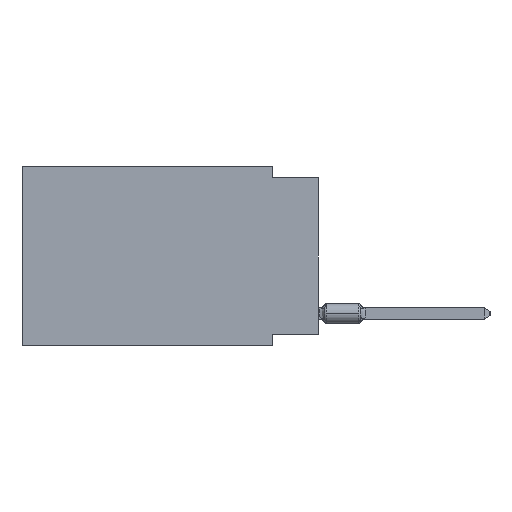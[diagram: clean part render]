
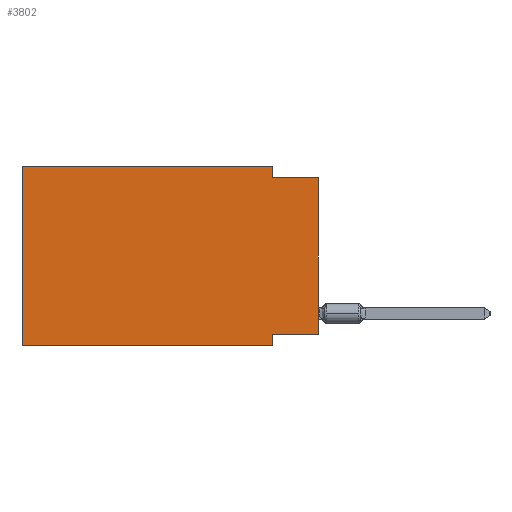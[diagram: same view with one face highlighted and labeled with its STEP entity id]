
A CAD part, left-side view. The second image highlights one B-rep face of the part: STEP entity #3802.
In plain terms, the highlighted planar face has unit normal (-1, 0, 0).
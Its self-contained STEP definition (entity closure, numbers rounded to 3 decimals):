
#226 = PLANE ( 'NONE',  #37681 ) ;
#588 = VECTOR ( 'NONE', #31048, 1000. ) ;
#1110 = ORIENTED_EDGE ( 'NONE', *, *, #1882, .T. ) ;
#1452 = VECTOR ( 'NONE', #11799, 1000. ) ;
#1542 = LINE ( 'NONE', #31203, #34814 ) ;
#1796 = VERTEX_POINT ( 'NONE', #30802 ) ;
#1882 = EDGE_CURVE ( 'NONE', #1796, #36261, #24333, .T. ) ;
#2718 = ORIENTED_EDGE ( 'NONE', *, *, #15639, .F. ) ;
#3764 = DIRECTION ( 'NONE',  ( 0., 0., -1. ) ) ;
#3802 = ADVANCED_FACE ( 'NONE', ( #27137 ), #226, .F. ) ;
#3917 = CARTESIAN_POINT ( 'NONE',  ( 0., 16.383, -9.906 ) ) ;
#4310 = DIRECTION ( 'NONE',  ( 0., 1., 0. ) ) ;
#4809 = CARTESIAN_POINT ( 'NONE',  ( 0., 2.54, 0. ) ) ;
#4968 = CARTESIAN_POINT ( 'NONE',  ( 0., 0., -0.635 ) ) ;
#5467 = VERTEX_POINT ( 'NONE', #22957 ) ;
#6017 = ORIENTED_EDGE ( 'NONE', *, *, #23385, .F. ) ;
#6290 = EDGE_CURVE ( 'NONE', #32482, #5467, #32420, .T. ) ;
#6703 = VECTOR ( 'NONE', #37899, 1000. ) ;
#8866 = CARTESIAN_POINT ( 'NONE',  ( 0., 16.383, 0. ) ) ;
#9729 = CARTESIAN_POINT ( 'NONE',  ( 0., 2.54, -9.906 ) ) ;
#10876 = ORIENTED_EDGE ( 'NONE', *, *, #23962, .T. ) ;
#11122 = EDGE_CURVE ( 'NONE', #18786, #31476, #1542, .T. ) ;
#11614 = VECTOR ( 'NONE', #16934, 1000. ) ;
#11799 = DIRECTION ( 'NONE',  ( 0., 0., 1. ) ) ;
#12467 = ORIENTED_EDGE ( 'NONE', *, *, #19292, .F. ) ;
#12981 = LINE ( 'NONE', #33979, #588 ) ;
#13446 = CARTESIAN_POINT ( 'NONE',  ( 0., 0., -0.635 ) ) ;
#13955 = CARTESIAN_POINT ( 'NONE',  ( 0., 16.383, 0. ) ) ;
#15639 = EDGE_CURVE ( 'NONE', #28324, #33096, #38108, .T. ) ;
#16934 = DIRECTION ( 'NONE',  ( 0., -1., 0. ) ) ;
#18295 = CARTESIAN_POINT ( 'NONE',  ( 0., 16.383, 0. ) ) ;
#18786 = VERTEX_POINT ( 'NONE', #34026 ) ;
#19292 = EDGE_CURVE ( 'NONE', #31476, #36261, #12981, .T. ) ;
#19609 = LINE ( 'NONE', #31194, #20007 ) ;
#19741 = EDGE_CURVE ( 'NONE', #1796, #32482, #19609, .T. ) ;
#20007 = VECTOR ( 'NONE', #31572, 1000. ) ;
#20012 = ORIENTED_EDGE ( 'NONE', *, *, #11122, .F. ) ;
#22957 = CARTESIAN_POINT ( 'NONE',  ( 0., 2.54, 0. ) ) ;
#23385 = EDGE_CURVE ( 'NONE', #5467, #28324, #32473, .T. ) ;
#23962 = EDGE_CURVE ( 'NONE', #18786, #33096, #36324, .T. ) ;
#24333 = LINE ( 'NONE', #3917, #31953 ) ;
#25229 = CARTESIAN_POINT ( 'NONE',  ( 0., 2.54, -0.635 ) ) ;
#27137 = FACE_OUTER_BOUND ( 'NONE', #33349, .T. ) ;
#27330 = CARTESIAN_POINT ( 'NONE',  ( 0., 0., 0. ) ) ;
#28324 = VERTEX_POINT ( 'NONE', #25229 ) ;
#29181 = CARTESIAN_POINT ( 'NONE',  ( 0., 2.54, -9.271 ) ) ;
#29664 = VECTOR ( 'NONE', #32280, 1000. ) ;
#30647 = DIRECTION ( 'NONE',  ( 1., 0., 0. ) ) ;
#30802 = CARTESIAN_POINT ( 'NONE',  ( 0., 16.383, -9.906 ) ) ;
#31048 = DIRECTION ( 'NONE',  ( 0., 0., -1. ) ) ;
#31194 = CARTESIAN_POINT ( 'NONE',  ( 0., 16.383, 0. ) ) ;
#31203 = CARTESIAN_POINT ( 'NONE',  ( 0., 0., -9.271 ) ) ;
#31476 = VERTEX_POINT ( 'NONE', #29181 ) ;
#31572 = DIRECTION ( 'NONE',  ( 0., 0., 1. ) ) ;
#31953 = VECTOR ( 'NONE', #36284, 1000. ) ;
#32280 = DIRECTION ( 'NONE',  ( 0., 0., -1. ) ) ;
#32420 = LINE ( 'NONE', #13955, #6703 ) ;
#32473 = LINE ( 'NONE', #4809, #29664 ) ;
#32482 = VERTEX_POINT ( 'NONE', #8866 ) ;
#33096 = VERTEX_POINT ( 'NONE', #13446 ) ;
#33349 = EDGE_LOOP ( 'NONE', ( #10876, #2718, #6017, #35115, #34002, #1110, #12467, #20012 ) ) ;
#33979 = CARTESIAN_POINT ( 'NONE',  ( 0., 2.54, -9.906 ) ) ;
#34002 = ORIENTED_EDGE ( 'NONE', *, *, #19741, .F. ) ;
#34026 = CARTESIAN_POINT ( 'NONE',  ( 0., 0., -9.271 ) ) ;
#34814 = VECTOR ( 'NONE', #4310, 1000. ) ;
#35115 = ORIENTED_EDGE ( 'NONE', *, *, #6290, .F. ) ;
#36261 = VERTEX_POINT ( 'NONE', #9729 ) ;
#36284 = DIRECTION ( 'NONE',  ( 0., -1., 0. ) ) ;
#36324 = LINE ( 'NONE', #27330, #1452 ) ;
#37681 = AXIS2_PLACEMENT_3D ( 'NONE', #18295, #30647, #3764 ) ;
#37899 = DIRECTION ( 'NONE',  ( 0., -1., 0. ) ) ;
#38108 = LINE ( 'NONE', #4968, #11614 ) ;
